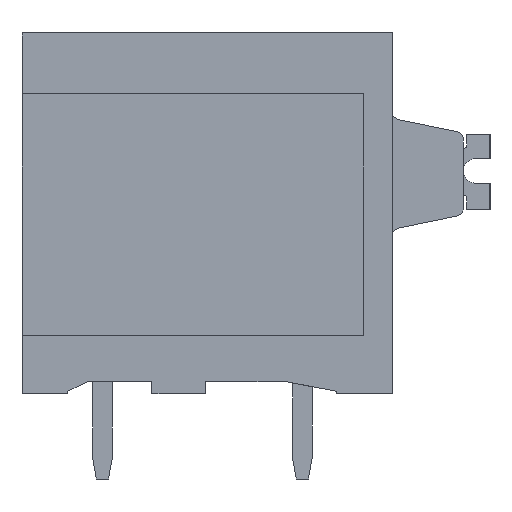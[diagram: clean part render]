
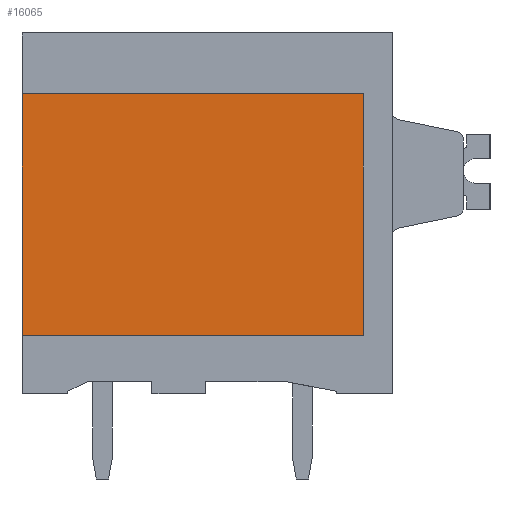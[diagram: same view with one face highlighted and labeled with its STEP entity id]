
A CAD part, left-side view. The second image highlights one B-rep face of the part: STEP entity #16065.
In plain terms, the highlighted planar face has unit normal (-1, 0, 0).
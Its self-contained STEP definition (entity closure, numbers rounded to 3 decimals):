
#6478=AXIS2_PLACEMENT_3D('Plane Axis2P3D',#6475,#6476,#6477) ;
#6475=CARTESIAN_POINT('Axis2P3D Location',(1.1,0.,0.)) ;
#15935=CARTESIAN_POINT('Vertex',(1.1,19.2,5.9)) ;
#15938=CARTESIAN_POINT('Line Origine',(1.1,19.2,10.85)) ;
#15942=CARTESIAN_POINT('Vertex',(1.1,19.2,15.8)) ;
#16015=CARTESIAN_POINT('Vertex',(1.1,5.2,5.9)) ;
#16018=CARTESIAN_POINT('Line Origine',(1.1,12.2,5.9)) ;
#16039=CARTESIAN_POINT('Vertex',(1.1,5.2,15.8)) ;
#16042=CARTESIAN_POINT('Line Origine',(1.1,5.2,10.85)) ;
#16054=CARTESIAN_POINT('Line Origine',(1.1,12.2,15.8)) ;
#6476=DIRECTION('Axis2P3D Direction',(-1.,0.,0.)) ;
#6477=DIRECTION('Axis2P3D XDirection',(0.,-1.,0.)) ;
#15939=DIRECTION('Vector Direction',(0.,0.,1.)) ;
#16019=DIRECTION('Vector Direction',(0.,1.,0.)) ;
#16043=DIRECTION('Vector Direction',(0.,0.,1.)) ;
#16055=DIRECTION('Vector Direction',(0.,1.,0.)) ;
#15940=VECTOR('Line Direction',#15939,1.) ;
#16020=VECTOR('Line Direction',#16019,1.) ;
#16044=VECTOR('Line Direction',#16043,1.) ;
#16056=VECTOR('Line Direction',#16055,1.) ;
#16060=ORIENTED_EDGE('',*,*,#16022,.F.) ;
#16061=ORIENTED_EDGE('',*,*,#16046,.T.) ;
#16062=ORIENTED_EDGE('',*,*,#16058,.T.) ;
#16063=ORIENTED_EDGE('',*,*,#15944,.F.) ;
#16065=ADVANCED_FACE('_LMF 5.08/16/90 3.5SN OR BX 1330870000',(#16064),#6479,.T.) ;
#15944=EDGE_CURVE('',#15936,#15943,#15941,.T.) ;
#16022=EDGE_CURVE('',#16016,#15936,#16021,.T.) ;
#16046=EDGE_CURVE('',#16016,#16040,#16045,.T.) ;
#16058=EDGE_CURVE('',#16040,#15943,#16057,.T.) ;
#16059=EDGE_LOOP('',(#16060,#16061,#16062,#16063)) ;
#16064=FACE_OUTER_BOUND('',#16059,.T.) ;
#15941=LINE('Line',#15938,#15940) ;
#16021=LINE('Line',#16018,#16020) ;
#16045=LINE('Line',#16042,#16044) ;
#16057=LINE('Line',#16054,#16056) ;
#6479=PLANE('',#6478) ;
#15936=VERTEX_POINT('',#15935) ;
#15943=VERTEX_POINT('',#15942) ;
#16016=VERTEX_POINT('',#16015) ;
#16040=VERTEX_POINT('',#16039) ;
